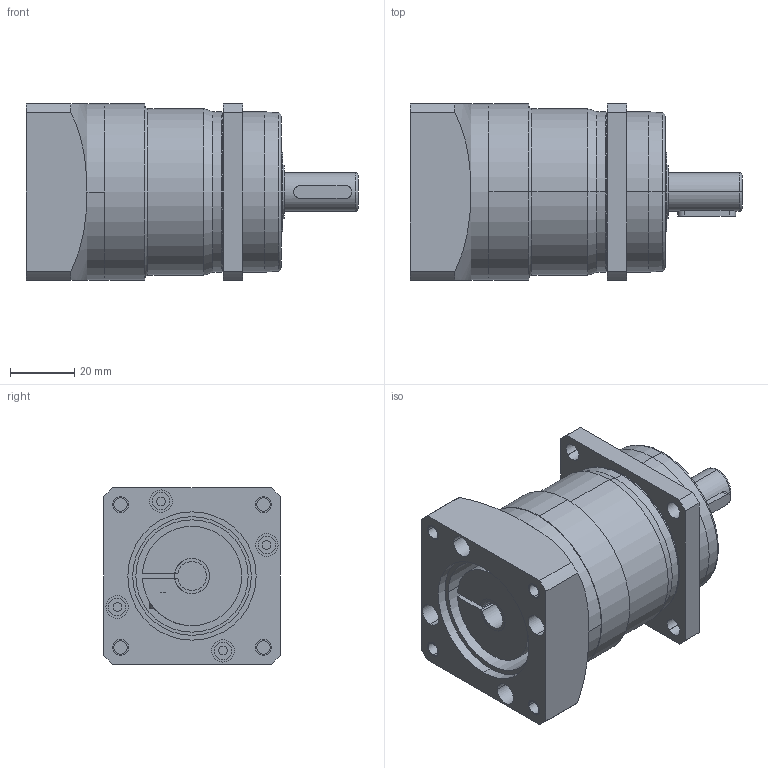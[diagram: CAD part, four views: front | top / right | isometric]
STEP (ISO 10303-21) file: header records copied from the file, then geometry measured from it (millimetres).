
FILE_DESCRIPTION((''),'2;1');
FILE_NAME('MB_PSN_MASTER','2024-12-06T14:27:02',('agw'),(''),'CREO PARAMETRIC BY PTC INC, 2022124','CREO PARAMETRIC BY PTC INC, 2022124','');
FILE_SCHEMA(('AUTOMOTIVE_DESIGN { 1 0 10303 214 1 1 1 1 }'));
Length unit declared in the file: millimetre
Products named in the file (1): MB_PSN_MASTER
Bounding box: 103.5 x 55 x 55 mm (x, y, z)
Volume: 180293.7 mm3; surface area: 32869.7 mm2
Topology: 1 solids, 12 shells, 257 faces, 615 edges, 447 vertices
Faces by surface type: plane 124, cylinder 109, cone 12, torus 8, bspline 4
Entity records: 9670 total; most frequent: CARTESIAN_POINT 1533, DIRECTION 1383, ORIENTED_EDGE 1136, EDGE_CURVE 578, AXIS2_PLACEMENT_3D 513, VERTEX_POINT 375, VECTOR 357, LINE 357
